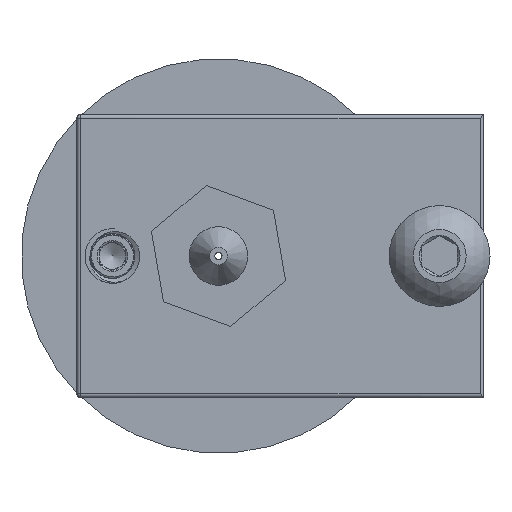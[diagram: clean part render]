
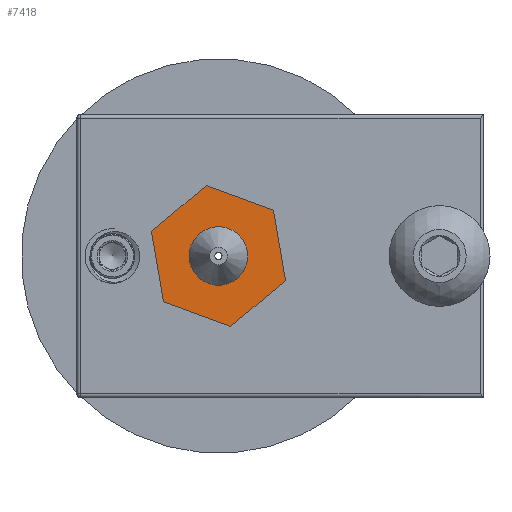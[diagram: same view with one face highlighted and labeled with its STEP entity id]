
A CAD part, front view. The second image highlights one B-rep face of the part: STEP entity #7418.
In plain terms, the highlighted planar face has unit normal (0, -1, 0).
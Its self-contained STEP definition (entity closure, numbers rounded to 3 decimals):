
#160=PLANE('',#8027);
#226=FACE_BOUND('',#993,.T.);
#525=FACE_OUTER_BOUND('',#992,.T.);
#992=EDGE_LOOP('',(#5588,#5589,#5590,#5591,#5592,#5593));
#993=EDGE_LOOP('',(#5594));
#1387=CIRCLE('',#8028,1.655);
#2183=LINE('',#19276,#2543);
#2187=LINE('',#19284,#2547);
#2190=LINE('',#19290,#2550);
#2193=LINE('',#19296,#2553);
#2196=LINE('',#19302,#2556);
#2199=LINE('',#19307,#2559);
#2543=VECTOR('',#9029,10.);
#2547=VECTOR('',#9035,10.);
#2550=VECTOR('',#9040,10.);
#2553=VECTOR('',#9045,10.);
#2556=VECTOR('',#9050,10.);
#2559=VECTOR('',#9055,10.);
#3052=VERTEX_POINT('',#19274);
#3053=VERTEX_POINT('',#19275);
#3056=VERTEX_POINT('',#19283);
#3058=VERTEX_POINT('',#19289);
#3060=VERTEX_POINT('',#19295);
#3062=VERTEX_POINT('',#19301);
#3071=VERTEX_POINT('',#19341);
#3948=EDGE_CURVE('',#3052,#3053,#2183,.T.);
#3952=EDGE_CURVE('',#3053,#3056,#2187,.T.);
#3955=EDGE_CURVE('',#3056,#3058,#2190,.T.);
#3958=EDGE_CURVE('',#3058,#3060,#2193,.T.);
#3961=EDGE_CURVE('',#3062,#3052,#2196,.T.);
#3964=EDGE_CURVE('',#3060,#3062,#2199,.T.);
#3980=EDGE_CURVE('',#3071,#3071,#1387,.T.);
#5588=ORIENTED_EDGE('',*,*,#3948,.T.);
#5589=ORIENTED_EDGE('',*,*,#3952,.T.);
#5590=ORIENTED_EDGE('',*,*,#3955,.T.);
#5591=ORIENTED_EDGE('',*,*,#3958,.T.);
#5592=ORIENTED_EDGE('',*,*,#3964,.T.);
#5593=ORIENTED_EDGE('',*,*,#3961,.T.);
#5594=ORIENTED_EDGE('',*,*,#3980,.F.);
#7418=ADVANCED_FACE('',(#525,#226),#160,.T.);
#8027=AXIS2_PLACEMENT_3D('',#19340,#9100,#9101);
#8028=AXIS2_PLACEMENT_3D('',#19342,#9102,#9103);
#9029=DIRECTION('',(-0.868,0.,-0.496));
#9035=DIRECTION('',(-0.004,0.,-1.));
#9040=DIRECTION('',(0.864,0.,-0.504));
#9045=DIRECTION('',(0.868,0.,0.496));
#9050=DIRECTION('',(-0.864,0.,0.504));
#9055=DIRECTION('',(0.004,0.,1.));
#9100=DIRECTION('center_axis',(0.,-1.,0.));
#9101=DIRECTION('ref_axis',(0.,0.,-1.));
#9102=DIRECTION('center_axis',(0.,-1.,0.));
#9103=DIRECTION('ref_axis',(1.,0.,0.));
#19274=CARTESIAN_POINT('',(0.018,-10.5,4.041));
#19275=CARTESIAN_POINT('',(-3.491,-10.5,2.036));
#19276=CARTESIAN_POINT('',(0.018,-10.5,4.041));
#19283=CARTESIAN_POINT('',(-3.509,-10.5,-2.005));
#19284=CARTESIAN_POINT('',(-3.491,-10.5,2.036));
#19289=CARTESIAN_POINT('',(-0.018,-10.5,-4.041));
#19290=CARTESIAN_POINT('',(-3.509,-10.5,-2.005));
#19295=CARTESIAN_POINT('',(3.491,-10.5,-2.036));
#19296=CARTESIAN_POINT('',(-0.018,-10.5,-4.041));
#19301=CARTESIAN_POINT('',(3.509,-10.5,2.005));
#19302=CARTESIAN_POINT('',(3.509,-10.5,2.005));
#19307=CARTESIAN_POINT('',(3.491,-10.5,-2.036));
#19340=CARTESIAN_POINT('Origin',(1.655,-10.5,0.));
#19341=CARTESIAN_POINT('',(-1.655,-10.5,0.));
#19342=CARTESIAN_POINT('Origin',(0.,-10.5,0.));
